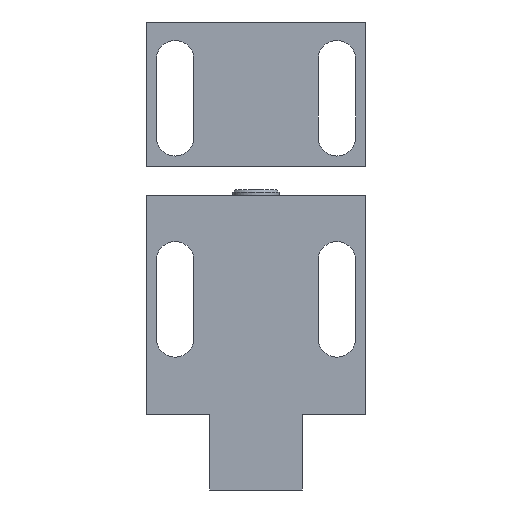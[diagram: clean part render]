
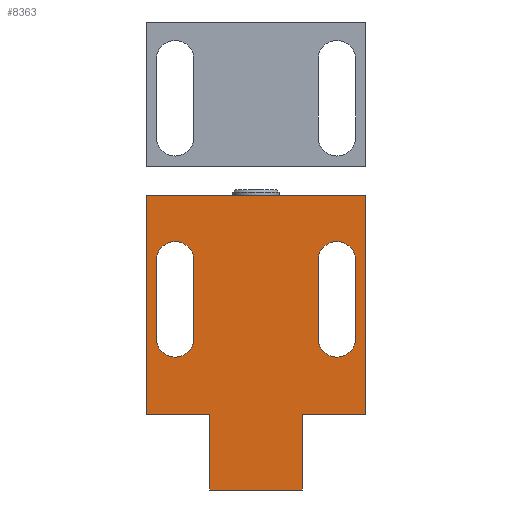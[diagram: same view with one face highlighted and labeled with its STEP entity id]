
A CAD part, front view. The second image highlights one B-rep face of the part: STEP entity #8363.
In plain terms, the highlighted planar face has unit normal (0, -1, 0).
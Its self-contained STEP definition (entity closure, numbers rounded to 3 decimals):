
#98 = ORIENTED_EDGE ( 'NONE', *, *, #814, .T. ) ;
#175 = ORIENTED_EDGE ( 'NONE', *, *, #8530, .T. ) ;
#247 = LINE ( 'NONE', #7203, #563 ) ;
#354 = VECTOR ( 'NONE', #9797, 1000. ) ;
#389 = DIRECTION ( 'NONE',  ( 1., 0., 0. ) ) ;
#563 = VECTOR ( 'NONE', #1023, 1000. ) ;
#619 = ORIENTED_EDGE ( 'NONE', *, *, #10137, .T. ) ;
#658 = LINE ( 'NONE', #8938, #354 ) ;
#667 = VERTEX_POINT ( 'NONE', #9255 ) ;
#689 = AXIS2_PLACEMENT_3D ( 'NONE', #3067, #9173, #3920 ) ;
#740 = AXIS2_PLACEMENT_3D ( 'NONE', #4229, #10356, #5166 ) ;
#814 = EDGE_CURVE ( 'NONE', #5738, #11065, #11351, .T. ) ;
#843 = EDGE_CURVE ( 'NONE', #11065, #1608, #4396, .T. ) ;
#1023 = DIRECTION ( 'NONE',  ( 0., 0., 1. ) ) ;
#1214 = FACE_BOUND ( 'NONE', #11105, .T. ) ;
#1247 = EDGE_CURVE ( 'NONE', #2063, #2410, #2223, .T. ) ;
#1361 = ORIENTED_EDGE ( 'NONE', *, *, #1714, .T. ) ;
#1370 = EDGE_CURVE ( 'NONE', #7280, #2246, #4253, .T. ) ;
#1538 = CARTESIAN_POINT ( 'NONE',  ( 19., 0., 51. ) ) ;
#1573 = DIRECTION ( 'NONE',  ( 0., 0., -1. ) ) ;
#1608 = VERTEX_POINT ( 'NONE', #9472 ) ;
#1714 = EDGE_CURVE ( 'NONE', #7247, #667, #7837, .T. ) ;
#1785 = ORIENTED_EDGE ( 'NONE', *, *, #6328, .T. ) ;
#1851 = VERTEX_POINT ( 'NONE', #2726 ) ;
#1915 = VERTEX_POINT ( 'NONE', #4110 ) ;
#1941 = VERTEX_POINT ( 'NONE', #7941 ) ;
#2063 = VERTEX_POINT ( 'NONE', #1538 ) ;
#2223 = LINE ( 'NONE', #4526, #8901 ) ;
#2246 = VERTEX_POINT ( 'NONE', #5020 ) ;
#2359 = FACE_OUTER_BOUND ( 'NONE', #4276, .T. ) ;
#2410 = VERTEX_POINT ( 'NONE', #10604 ) ;
#2474 = DIRECTION ( 'NONE',  ( 0., 0., 1. ) ) ;
#2578 = CARTESIAN_POINT ( 'NONE',  ( -10.75, 0., 39.75 ) ) ;
#2718 = ORIENTED_EDGE ( 'NONE', *, *, #4045, .T. ) ;
#2726 = CARTESIAN_POINT ( 'NONE',  ( -17.25, 0., 39.75 ) ) ;
#2951 = DIRECTION ( 'NONE',  ( 1., 0., 0. ) ) ;
#2993 = CARTESIAN_POINT ( 'NONE',  ( 19., 0., 13. ) ) ;
#2998 = ORIENTED_EDGE ( 'NONE', *, *, #5257, .T. ) ;
#3031 = CIRCLE ( 'NONE', #689, 3.25 ) ;
#3067 = CARTESIAN_POINT ( 'NONE',  ( -14., 0., 26.25 ) ) ;
#3328 = CARTESIAN_POINT ( 'NONE',  ( -17.25, 0., 39.75 ) ) ;
#3425 = DIRECTION ( 'NONE',  ( 0., 0., -1. ) ) ;
#3449 = CARTESIAN_POINT ( 'NONE',  ( 14., 0., 39.75 ) ) ;
#3477 = DIRECTION ( 'NONE',  ( -1., 0., 0. ) ) ;
#3515 = VECTOR ( 'NONE', #2951, 1000. ) ;
#3809 = DIRECTION ( 'NONE',  ( 0., 1., 0. ) ) ;
#3884 = EDGE_CURVE ( 'NONE', #1608, #8088, #247, .T. ) ;
#3920 = DIRECTION ( 'NONE',  ( -1., 0., 0. ) ) ;
#4043 = DIRECTION ( 'NONE',  ( 1., 0., 0. ) ) ;
#4045 = EDGE_CURVE ( 'NONE', #1851, #5310, #6787, .T. ) ;
#4110 = CARTESIAN_POINT ( 'NONE',  ( -17.25, 0., 26.25 ) ) ;
#4117 = LINE ( 'NONE', #7625, #6196 ) ;
#4155 = CARTESIAN_POINT ( 'NONE',  ( -10.75, 0., 26.25 ) ) ;
#4217 = AXIS2_PLACEMENT_3D ( 'NONE', #3449, #8782, #3477 ) ;
#4229 = CARTESIAN_POINT ( 'NONE',  ( 14., 0., 26.25 ) ) ;
#4253 = CIRCLE ( 'NONE', #4217, 3.25 ) ;
#4272 = EDGE_CURVE ( 'NONE', #8979, #7280, #4117, .T. ) ;
#4276 = EDGE_LOOP ( 'NONE', ( #7963, #11058, #7971, #5082, #1361, #619, #98, #5232 ) ) ;
#4396 = LINE ( 'NONE', #6541, #6791 ) ;
#4526 = CARTESIAN_POINT ( 'NONE',  ( 19., 0., 51. ) ) ;
#4771 = DIRECTION ( 'NONE',  ( 0., 0., 1. ) ) ;
#4889 = CARTESIAN_POINT ( 'NONE',  ( 10.75, 0., 39.75 ) ) ;
#4912 = DIRECTION ( 'NONE',  ( 0., 1., 0. ) ) ;
#5020 = CARTESIAN_POINT ( 'NONE',  ( 17.25, 0., 39.75 ) ) ;
#5054 = CARTESIAN_POINT ( 'NONE',  ( -8., 0., 0. ) ) ;
#5056 = EDGE_LOOP ( 'NONE', ( #175, #2718, #2998, #9324 ) ) ;
#5082 = ORIENTED_EDGE ( 'NONE', *, *, #7120, .F. ) ;
#5141 = VECTOR ( 'NONE', #3425, 1000. ) ;
#5166 = DIRECTION ( 'NONE',  ( -1., 0., 0. ) ) ;
#5176 = DIRECTION ( 'NONE',  ( 0., 0., -1. ) ) ;
#5232 = ORIENTED_EDGE ( 'NONE', *, *, #843, .T. ) ;
#5246 = VECTOR ( 'NONE', #7752, 1000. ) ;
#5257 = EDGE_CURVE ( 'NONE', #5310, #8479, #7453, .T. ) ;
#5310 = VERTEX_POINT ( 'NONE', #11298 ) ;
#5338 = LINE ( 'NONE', #3328, #9971 ) ;
#5357 = AXIS2_PLACEMENT_3D ( 'NONE', #10117, #4912, #10988 ) ;
#5362 = LINE ( 'NONE', #10880, #7437 ) ;
#5462 = AXIS2_PLACEMENT_3D ( 'NONE', #10750, #3809, #9928 ) ;
#5606 = ORIENTED_EDGE ( 'NONE', *, *, #7030, .T. ) ;
#5665 = CARTESIAN_POINT ( 'NONE',  ( -8., 0., 13. ) ) ;
#5716 = CARTESIAN_POINT ( 'NONE',  ( -19., 0., 51. ) ) ;
#5738 = VERTEX_POINT ( 'NONE', #5665 ) ;
#5793 = CARTESIAN_POINT ( 'NONE',  ( 8., 0., 13. ) ) ;
#6196 = VECTOR ( 'NONE', #4771, 1000. ) ;
#6328 = EDGE_CURVE ( 'NONE', #1941, #8979, #9318, .T. ) ;
#6541 = CARTESIAN_POINT ( 'NONE',  ( -19., 0., 0. ) ) ;
#6787 = CIRCLE ( 'NONE', #5357, 3.25 ) ;
#6791 = VECTOR ( 'NONE', #4043, 1000. ) ;
#7030 = EDGE_CURVE ( 'NONE', #2246, #1941, #9998, .T. ) ;
#7120 = EDGE_CURVE ( 'NONE', #7247, #2063, #5362, .T. ) ;
#7147 = EDGE_CURVE ( 'NONE', #8479, #1915, #3031, .T. ) ;
#7203 = CARTESIAN_POINT ( 'NONE',  ( 8., 0., 0. ) ) ;
#7247 = VERTEX_POINT ( 'NONE', #5716 ) ;
#7280 = VERTEX_POINT ( 'NONE', #4889 ) ;
#7437 = VECTOR ( 'NONE', #389, 1000. ) ;
#7453 = LINE ( 'NONE', #2578, #5141 ) ;
#7625 = CARTESIAN_POINT ( 'NONE',  ( 10.75, 0., 39.75 ) ) ;
#7715 = VECTOR ( 'NONE', #9443, 1000. ) ;
#7752 = DIRECTION ( 'NONE',  ( 0., 0., -1. ) ) ;
#7837 = LINE ( 'NONE', #8616, #5246 ) ;
#7941 = CARTESIAN_POINT ( 'NONE',  ( 17.25, 0., 26.25 ) ) ;
#7963 = ORIENTED_EDGE ( 'NONE', *, *, #3884, .T. ) ;
#7971 = ORIENTED_EDGE ( 'NONE', *, *, #1247, .F. ) ;
#8061 = ORIENTED_EDGE ( 'NONE', *, *, #4272, .T. ) ;
#8088 = VERTEX_POINT ( 'NONE', #5793 ) ;
#8363 = ADVANCED_FACE ( 'NONE', ( #1214, #10271, #2359 ), #8798, .F. ) ;
#8479 = VERTEX_POINT ( 'NONE', #4155 ) ;
#8530 = EDGE_CURVE ( 'NONE', #1915, #1851, #5338, .T. ) ;
#8592 = CARTESIAN_POINT ( 'NONE',  ( 17.25, 0., 39.75 ) ) ;
#8616 = CARTESIAN_POINT ( 'NONE',  ( -19., 0., 51. ) ) ;
#8782 = DIRECTION ( 'NONE',  ( 0., 1., 0. ) ) ;
#8798 = PLANE ( 'NONE',  #5462 ) ;
#8901 = VECTOR ( 'NONE', #1573, 1000. ) ;
#8938 = CARTESIAN_POINT ( 'NONE',  ( -19., 0., 13. ) ) ;
#8979 = VERTEX_POINT ( 'NONE', #10193 ) ;
#9049 = VECTOR ( 'NONE', #5176, 1000. ) ;
#9173 = DIRECTION ( 'NONE',  ( 0., 1., 0. ) ) ;
#9255 = CARTESIAN_POINT ( 'NONE',  ( -19., 0., 13. ) ) ;
#9279 = ORIENTED_EDGE ( 'NONE', *, *, #1370, .T. ) ;
#9318 = CIRCLE ( 'NONE', #740, 3.25 ) ;
#9324 = ORIENTED_EDGE ( 'NONE', *, *, #7147, .T. ) ;
#9443 = DIRECTION ( 'NONE',  ( 0., 0., -1. ) ) ;
#9472 = CARTESIAN_POINT ( 'NONE',  ( 8., 0., 0. ) ) ;
#9797 = DIRECTION ( 'NONE',  ( 1., 0., 0. ) ) ;
#9884 = EDGE_CURVE ( 'NONE', #8088, #2410, #11057, .T. ) ;
#9928 = DIRECTION ( 'NONE',  ( -1., 0., 0. ) ) ;
#9971 = VECTOR ( 'NONE', #2474, 1000. ) ;
#9998 = LINE ( 'NONE', #8592, #7715 ) ;
#10117 = CARTESIAN_POINT ( 'NONE',  ( -14., 0., 39.75 ) ) ;
#10137 = EDGE_CURVE ( 'NONE', #667, #5738, #658, .T. ) ;
#10193 = CARTESIAN_POINT ( 'NONE',  ( 10.75, 0., 26.25 ) ) ;
#10271 = FACE_BOUND ( 'NONE', #5056, .T. ) ;
#10356 = DIRECTION ( 'NONE',  ( 0., 1., 0. ) ) ;
#10604 = CARTESIAN_POINT ( 'NONE',  ( 19., 0., 13. ) ) ;
#10750 = CARTESIAN_POINT ( 'NONE',  ( -19., 0., 51. ) ) ;
#10880 = CARTESIAN_POINT ( 'NONE',  ( -19., 0., 51. ) ) ;
#10988 = DIRECTION ( 'NONE',  ( -1., 0., 0. ) ) ;
#11030 = CARTESIAN_POINT ( 'NONE',  ( -8., 0., 0. ) ) ;
#11057 = LINE ( 'NONE', #2993, #3515 ) ;
#11058 = ORIENTED_EDGE ( 'NONE', *, *, #9884, .T. ) ;
#11065 = VERTEX_POINT ( 'NONE', #11030 ) ;
#11105 = EDGE_LOOP ( 'NONE', ( #8061, #9279, #5606, #1785 ) ) ;
#11298 = CARTESIAN_POINT ( 'NONE',  ( -10.75, 0., 39.75 ) ) ;
#11351 = LINE ( 'NONE', #5054, #9049 ) ;
